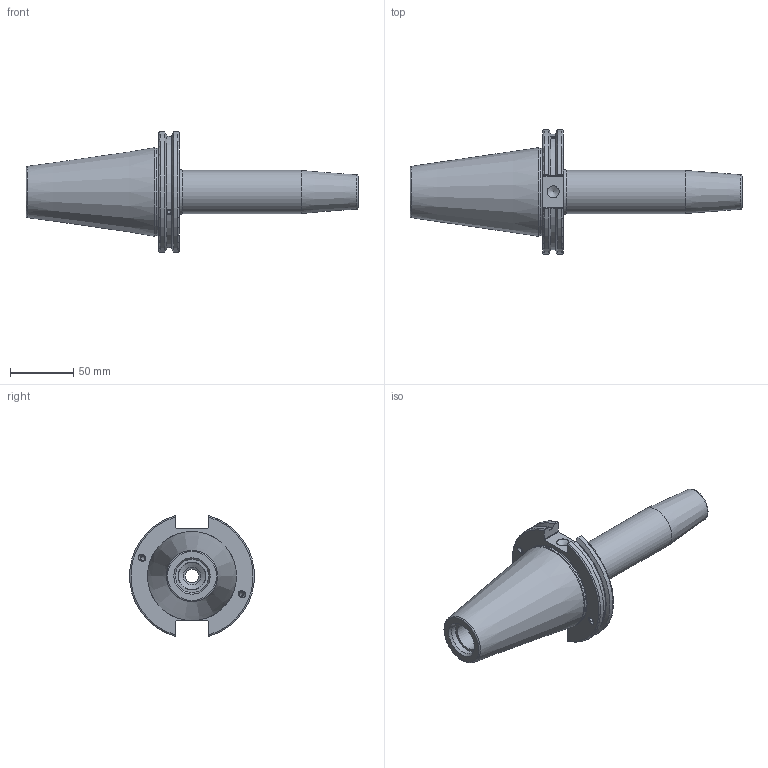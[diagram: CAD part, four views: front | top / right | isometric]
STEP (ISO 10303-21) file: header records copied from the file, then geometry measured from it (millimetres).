
FILE_DESCRIPTION(/* description */ (''),/* implementation_level */ '2;1');
FILE_NAME(/* name */ 'VL038J.stp',/* time_stamp */ '2021-12-02T11:55:23+09:00',/* author */ ('eos'),/* organization */ (''),/* preprocessor_version */ 'ST-DEVELOPER v18.1',/* originating_system */ 'Autodesk Inventor 2022',/* authorisation */ '');
FILE_SCHEMA (('AUTOMOTIVE_DESIGN { 1 0 10303 214 3 1 1 }'));
Length unit declared in the file: millimetre
Products named in the file (1): CAT50
Bounding box: 261.6 x 98.06 x 94.69 mm (x, y, z)
Volume: 417193.4 mm3; surface area: 65852.5 mm2
Topology: 1 solids, 1 shells, 92 faces, 241 edges, 158 vertices
Faces by surface type: plane 37, cylinder 30, cone 16, torus 9
Full cylindrical faces by diameter (mm): 2 x2, 3.242 x4, 4.134 x2, 4.2 x2, 5 x2, 9.525 x1, 10.917 x1, 14 x1, 15.875 x1, 17.075 x1, 21.5 x1, 21.971 x1, 26.2 x1, 34 x1, 69.25 x1
Entity records: 3231 total; most frequent: CARTESIAN_POINT 959, ORIENTED_EDGE 472, DIRECTION 452, EDGE_CURVE 236, AXIS2_PLACEMENT_3D 177, VERTEX_POINT 158, EDGE_LOOP 114, LINE 98
